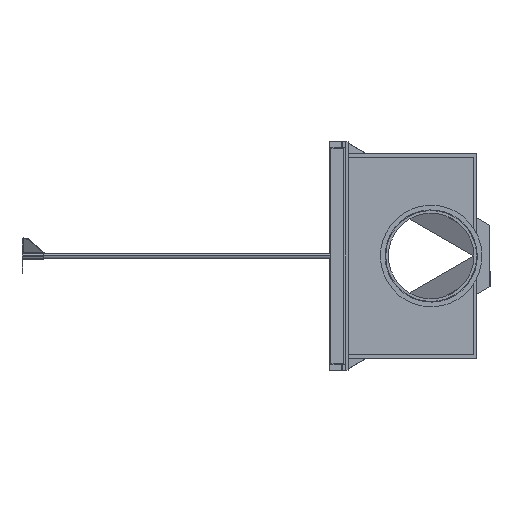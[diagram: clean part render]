
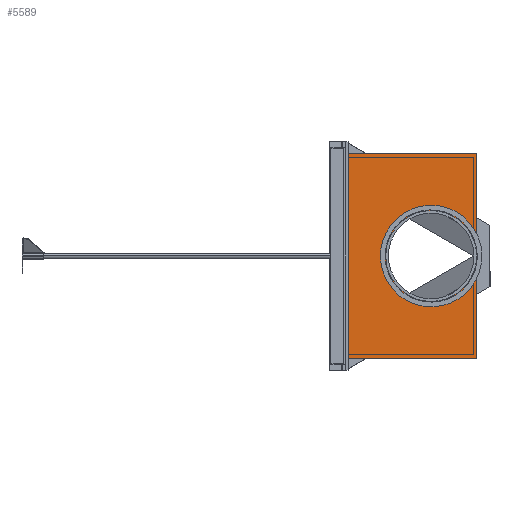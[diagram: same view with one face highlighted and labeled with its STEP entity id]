
A CAD part, left-side view. The second image highlights one B-rep face of the part: STEP entity #5589.
In plain terms, the highlighted face is planar.
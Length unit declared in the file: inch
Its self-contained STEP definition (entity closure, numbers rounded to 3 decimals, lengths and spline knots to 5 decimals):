
#23 = EDGE_LOOP ( 'NONE', ( #810, #7055, #6053, #3585, #3766, #1461, #4389, #6064 ) ) ;
#83 = CARTESIAN_POINT ( 'NONE',  ( 33.1875, 11.75, -9.1875 ) ) ;
#210 = CARTESIAN_POINT ( 'NONE',  ( 33.1875, 0., 9.6208 ) ) ;
#250 = VECTOR ( 'NONE', #2433, 39.37008 ) ;
#375 = CARTESIAN_POINT ( 'NONE',  ( 33.1875, 0., -9.6208 ) ) ;
#447 = CARTESIAN_POINT ( 'NONE',  ( 33.1875, 11.75, 9.6208 ) ) ;
#453 = DIRECTION ( 'NONE',  ( 0., 1., 0. ) ) ;
#534 = VECTOR ( 'NONE', #3041, 39.37008 ) ;
#559 = CARTESIAN_POINT ( 'NONE',  ( 33.1875, -0.25, -9.6208 ) ) ;
#592 = EDGE_CURVE ( 'NONE', #3906, #3201, #4804, .T. ) ;
#660 = EDGE_CURVE ( 'NONE', #3201, #5099, #5400, .T. ) ;
#731 = DIRECTION ( 'NONE',  ( 1., 0., 0. ) ) ;
#810 = ORIENTED_EDGE ( 'NONE', *, *, #2113, .T. ) ;
#901 = AXIS2_PLACEMENT_3D ( 'NONE', #3942, #4501, #3391 ) ;
#1176 = EDGE_CURVE ( 'NONE', #6038, #7006, #5593, .T. ) ;
#1185 = LINE ( 'NONE', #1270, #250 ) ;
#1270 = CARTESIAN_POINT ( 'NONE',  ( 33.1875, -0.25, -2.25 ) ) ;
#1364 = VECTOR ( 'NONE', #5382, 39.37008 ) ;
#1382 = DIRECTION ( 'NONE',  ( 0., 0., -1. ) ) ;
#1461 = ORIENTED_EDGE ( 'NONE', *, *, #1176, .T. ) ;
#1963 = EDGE_CURVE ( 'NONE', #7006, #2435, #4729, .T. ) ;
#2113 = EDGE_CURVE ( 'NONE', #2263, #5099, #2762, .T. ) ;
#2202 = CARTESIAN_POINT ( 'NONE',  ( 33.1875, -0.25, -2.25 ) ) ;
#2263 = VERTEX_POINT ( 'NONE', #7175 ) ;
#2433 = DIRECTION ( 'NONE',  ( 0., 0., -1. ) ) ;
#2435 = VERTEX_POINT ( 'NONE', #447 ) ;
#2501 = VECTOR ( 'NONE', #453, 39.37008 ) ;
#2517 = FACE_OUTER_BOUND ( 'NONE', #23, .T. ) ;
#2762 = LINE ( 'NONE', #2202, #7099 ) ;
#2801 = DIRECTION ( 'NONE',  ( 0., 0., -1. ) ) ;
#2828 = EDGE_CURVE ( 'NONE', #5099, #6038, #1185, .T. ) ;
#2903 = CARTESIAN_POINT ( 'NONE',  ( 33.1875, 4., 0. ) ) ;
#3041 = DIRECTION ( 'NONE',  ( 0., 0., 1. ) ) ;
#3193 = DIRECTION ( 'NONE',  ( 0., 1., 0. ) ) ;
#3201 = VERTEX_POINT ( 'NONE', #4807 ) ;
#3224 = CIRCLE ( 'NONE', #7312, 4.25 ) ;
#3276 = DIRECTION ( 'NONE',  ( 1., 0., 0. ) ) ;
#3391 = DIRECTION ( 'NONE',  ( 0., 0., -1. ) ) ;
#3585 = ORIENTED_EDGE ( 'NONE', *, *, #5079, .F. ) ;
#3631 = LINE ( 'NONE', #210, #1364 ) ;
#3766 = ORIENTED_EDGE ( 'NONE', *, *, #2828, .T. ) ;
#3906 = VERTEX_POINT ( 'NONE', #5800 ) ;
#3942 = CARTESIAN_POINT ( 'NONE',  ( 33.1875, 4., 0. ) ) ;
#4150 = EDGE_CURVE ( 'NONE', #2435, #2263, #3631, .T. ) ;
#4279 = CARTESIAN_POINT ( 'NONE',  ( 33.1875, 4., 0. ) ) ;
#4389 = ORIENTED_EDGE ( 'NONE', *, *, #1963, .T. ) ;
#4501 = DIRECTION ( 'NONE',  ( 1., 0., 0. ) ) ;
#4509 = CARTESIAN_POINT ( 'NONE',  ( 33.1875, -0.25, 0. ) ) ;
#4729 = LINE ( 'NONE', #83, #534 ) ;
#4804 = CIRCLE ( 'NONE', #6237, 4.25 ) ;
#4807 = CARTESIAN_POINT ( 'NONE',  ( 33.1875, 4., 4.25 ) ) ;
#5079 = EDGE_CURVE ( 'NONE', #5099, #3906, #3224, .T. ) ;
#5099 = VERTEX_POINT ( 'NONE', #4509 ) ;
#5342 = AXIS2_PLACEMENT_3D ( 'NONE', #6045, #731, #3193 ) ;
#5382 = DIRECTION ( 'NONE',  ( 0., -1., 0. ) ) ;
#5400 = CIRCLE ( 'NONE', #901, 4.25 ) ;
#5589 = ADVANCED_FACE ( 'NONE', ( #2517 ), #5938, .T. ) ;
#5593 = LINE ( 'NONE', #375, #2501 ) ;
#5715 = DIRECTION ( 'NONE',  ( 0., 0., -1. ) ) ;
#5800 = CARTESIAN_POINT ( 'NONE',  ( 33.1875, 4., -4.25 ) ) ;
#5847 = CARTESIAN_POINT ( 'NONE',  ( 33.1875, 11.75, -9.6208 ) ) ;
#5938 = PLANE ( 'NONE',  #5342 ) ;
#6038 = VERTEX_POINT ( 'NONE', #559 ) ;
#6045 = CARTESIAN_POINT ( 'NONE',  ( 33.1875, 0., -9.1875 ) ) ;
#6053 = ORIENTED_EDGE ( 'NONE', *, *, #592, .F. ) ;
#6064 = ORIENTED_EDGE ( 'NONE', *, *, #4150, .T. ) ;
#6237 = AXIS2_PLACEMENT_3D ( 'NONE', #4279, #3276, #1382 ) ;
#6249 = DIRECTION ( 'NONE',  ( 1., 0., 0. ) ) ;
#7006 = VERTEX_POINT ( 'NONE', #5847 ) ;
#7055 = ORIENTED_EDGE ( 'NONE', *, *, #660, .F. ) ;
#7099 = VECTOR ( 'NONE', #2801, 39.37008 ) ;
#7175 = CARTESIAN_POINT ( 'NONE',  ( 33.1875, -0.25, 9.6208 ) ) ;
#7312 = AXIS2_PLACEMENT_3D ( 'NONE', #2903, #6249, #5715 ) ;
